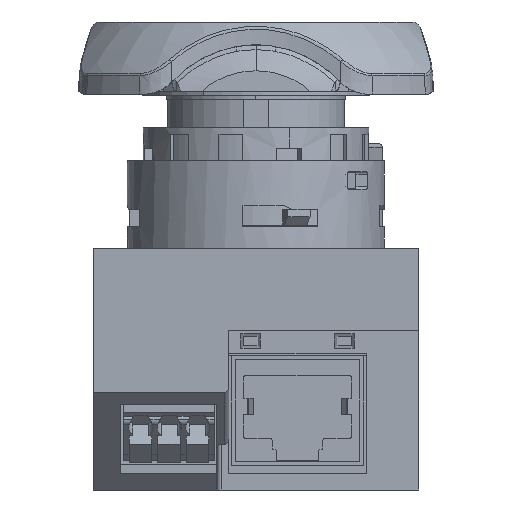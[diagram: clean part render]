
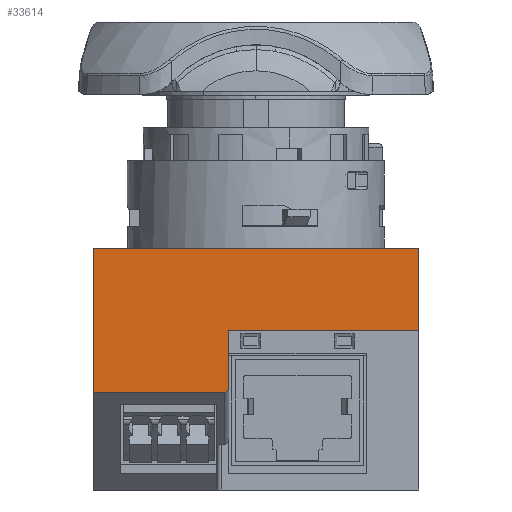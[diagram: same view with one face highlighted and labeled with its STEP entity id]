
A CAD part, front view. The second image highlights one B-rep face of the part: STEP entity #33614.
In plain terms, the highlighted planar face has unit normal (0, -1, 0).
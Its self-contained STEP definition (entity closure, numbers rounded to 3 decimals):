
#1136 = ORIENTED_EDGE ( 'NONE', *, *, #16121, .T. ) ;
#1460 = CARTESIAN_POINT ( 'NONE',  ( -3.35, -20., -17.407 ) ) ;
#2197 = CARTESIAN_POINT ( 'NONE',  ( -3.85, -20., -17.7 ) ) ;
#2802 = DIRECTION ( 'NONE',  ( 0., 0., -1. ) ) ;
#4414 = VERTEX_POINT ( 'NONE', #51977 ) ;
#4748 = CARTESIAN_POINT ( 'NONE',  ( 20., -20., -10.1 ) ) ;
#6050 = EDGE_CURVE ( 'NONE', #32794, #67228, #10832, .T. ) ;
#6615 = VECTOR ( 'NONE', #13967, 1000. ) ;
#7638 = ORIENTED_EDGE ( 'NONE', *, *, #18685, .T. ) ;
#8062 = PLANE ( 'NONE',  #16622 ) ;
#10832 = LINE ( 'NONE', #32199, #65575 ) ;
#11972 = CARTESIAN_POINT ( 'NONE',  ( -20., -20., 9. ) ) ;
#12090 =( BOUNDED_CURVE ( )  B_SPLINE_CURVE ( 3, ( #28088, #49455, #1460, #22825 ),
 .UNSPECIFIED., .F., .F. ) 
 B_SPLINE_CURVE_WITH_KNOTS ( ( 4, 4 ),
 ( 0., 1.571 ),
 .UNSPECIFIED. ) 
 CURVE ( )  GEOMETRIC_REPRESENTATION_ITEM ( )  RATIONAL_B_SPLINE_CURVE ( ( 1., 0.805, 0.805, 1. ) ) 
 REPRESENTATION_ITEM ( '' )  );
#13175 = LINE ( 'NONE', #34539, #39399 ) ;
#13967 = DIRECTION ( 'NONE',  ( -1., 0., 0. ) ) ;
#16121 = EDGE_CURVE ( 'NONE', #4414, #40462, #23953, .T. ) ;
#16622 = AXIS2_PLACEMENT_3D ( 'NONE', #29420, #50789, #2802 ) ;
#17560 = ORIENTED_EDGE ( 'NONE', *, *, #50128, .F. ) ;
#18685 = EDGE_CURVE ( 'NONE', #42180, #4414, #43867, .T. ) ;
#20495 = VERTEX_POINT ( 'NONE', #4748 ) ;
#20811 = CARTESIAN_POINT ( 'NONE',  ( -3.35, -20., -16.993 ) ) ;
#21400 = ORIENTED_EDGE ( 'NONE', *, *, #53781, .T. ) ;
#22825 = CARTESIAN_POINT ( 'NONE',  ( -3.35, -20., -16.993 ) ) ;
#23953 = LINE ( 'NONE', #45332, #67051 ) ;
#26009 = LINE ( 'NONE', #47372, #49931 ) ;
#27681 = ORIENTED_EDGE ( 'NONE', *, *, #6050, .F. ) ;
#28088 = CARTESIAN_POINT ( 'NONE',  ( -3.85, -20., -17.7 ) ) ;
#29420 = CARTESIAN_POINT ( 'NONE',  ( -20., -20., 9. ) ) ;
#30717 = ORIENTED_EDGE ( 'NONE', *, *, #57482, .T. ) ;
#32199 = CARTESIAN_POINT ( 'NONE',  ( -3.35, -20., -29.7 ) ) ;
#32794 = VERTEX_POINT ( 'NONE', #60435 ) ;
#33343 = DIRECTION ( 'NONE',  ( 0., 0., -1. ) ) ;
#33614 = ADVANCED_FACE ( 'NONE', ( #56058 ), #8062, .T. ) ;
#34332 = CARTESIAN_POINT ( 'NONE',  ( 20., -20., 0. ) ) ;
#34539 = CARTESIAN_POINT ( 'NONE',  ( -20., -20., 0. ) ) ;
#39399 = VECTOR ( 'NONE', #55912, 1000. ) ;
#40462 = VERTEX_POINT ( 'NONE', #2197 ) ;
#40620 = LINE ( 'NONE', #61981, #6615 ) ;
#42180 = VERTEX_POINT ( 'NONE', #42754 ) ;
#42754 = CARTESIAN_POINT ( 'NONE',  ( -20., -20., 0. ) ) ;
#43867 = LINE ( 'NONE', #11972, #57167 ) ;
#45332 = CARTESIAN_POINT ( 'NONE',  ( -20., -20., -17.7 ) ) ;
#47372 = CARTESIAN_POINT ( 'NONE',  ( 20., -20., 9. ) ) ;
#49455 = CARTESIAN_POINT ( 'NONE',  ( -3.557, -20., -17.7 ) ) ;
#49931 = VECTOR ( 'NONE', #68774, 1000. ) ;
#50128 = EDGE_CURVE ( 'NONE', #20495, #32794, #40620, .T. ) ;
#50789 = DIRECTION ( 'NONE',  ( 0., -1., 0. ) ) ;
#51977 = CARTESIAN_POINT ( 'NONE',  ( -20., -20., -17.7 ) ) ;
#53006 = ORIENTED_EDGE ( 'NONE', *, *, #59114, .F. ) ;
#53563 = DIRECTION ( 'NONE',  ( 0., 0., -1. ) ) ;
#53781 = EDGE_CURVE ( 'NONE', #63035, #42180, #13175, .T. ) ;
#55912 = DIRECTION ( 'NONE',  ( -1., 0., 0. ) ) ;
#56058 = FACE_OUTER_BOUND ( 'NONE', #62542, .T. ) ;
#57167 = VECTOR ( 'NONE', #33343, 1000. ) ;
#57482 = EDGE_CURVE ( 'NONE', #40462, #67228, #12090, .T. ) ;
#59114 = EDGE_CURVE ( 'NONE', #63035, #20495, #26009, .T. ) ;
#60435 = CARTESIAN_POINT ( 'NONE',  ( -3.35, -20., -10.1 ) ) ;
#61981 = CARTESIAN_POINT ( 'NONE',  ( 20., -20., -10.1 ) ) ;
#62542 = EDGE_LOOP ( 'NONE', ( #1136, #30717, #27681, #17560, #53006, #21400, #7638 ) ) ;
#63035 = VERTEX_POINT ( 'NONE', #34332 ) ;
#65575 = VECTOR ( 'NONE', #53563, 1000. ) ;
#66719 = DIRECTION ( 'NONE',  ( 1., 0., 0. ) ) ;
#67051 = VECTOR ( 'NONE', #66719, 1000. ) ;
#67228 = VERTEX_POINT ( 'NONE', #20811 ) ;
#68774 = DIRECTION ( 'NONE',  ( 0., 0., -1. ) ) ;
